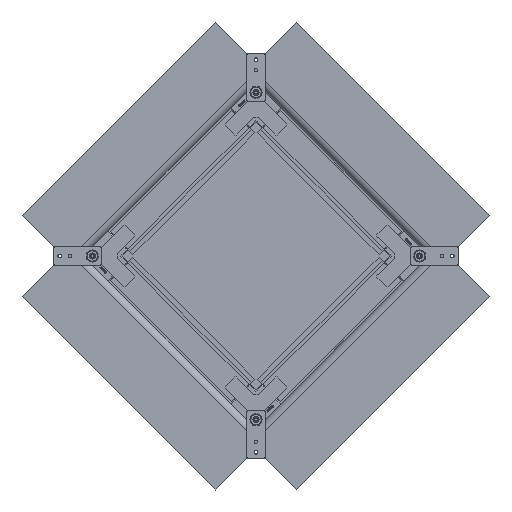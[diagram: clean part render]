
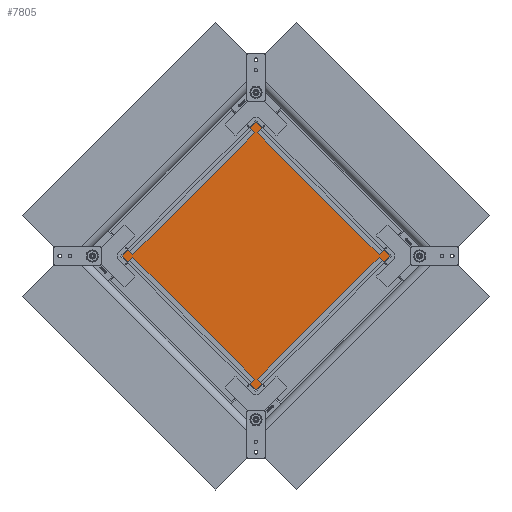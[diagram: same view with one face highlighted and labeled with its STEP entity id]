
A CAD part, front view. The second image highlights one B-rep face of the part: STEP entity #7805.
In plain terms, the highlighted face is planar.
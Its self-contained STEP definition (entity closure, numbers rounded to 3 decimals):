
#7726=DIRECTION('',(0.,-1.,0.));
#7727=VECTOR('',#7726,360.);
#7728=CARTESIAN_POINT('',(-180.,180.,0.));
#7729=LINE('',#7728,#7727);
#7730=DIRECTION('',(1.,0.,0.));
#7731=VECTOR('',#7730,360.);
#7732=CARTESIAN_POINT('',(-180.,-180.,0.));
#7733=LINE('',#7732,#7731);
#7734=DIRECTION('',(0.,1.,0.));
#7735=VECTOR('',#7734,360.);
#7736=CARTESIAN_POINT('',(180.,-180.,0.));
#7737=LINE('',#7736,#7735);
#7738=DIRECTION('',(-1.,0.,0.));
#7739=VECTOR('',#7738,360.);
#7740=CARTESIAN_POINT('',(180.,180.,0.));
#7741=LINE('',#7740,#7739);
#7774=CARTESIAN_POINT('',(-180.,180.,0.));
#7775=CARTESIAN_POINT('',(-180.,-180.,0.));
#7776=VERTEX_POINT('',#7774);
#7777=VERTEX_POINT('',#7775);
#7778=CARTESIAN_POINT('',(180.,-180.,0.));
#7779=VERTEX_POINT('',#7778);
#7780=CARTESIAN_POINT('',(180.,180.,0.));
#7781=VERTEX_POINT('',#7780);
#7790=CARTESIAN_POINT('',(0.,0.,0.));
#7791=DIRECTION('',(0.,0.,1.));
#7792=DIRECTION('',(1.,0.,0.));
#7793=AXIS2_PLACEMENT_3D('',#7790,#7791,#7792);
#7794=PLANE('',#7793);
#7796=ORIENTED_EDGE('',*,*,#7795,.T.);
#7798=ORIENTED_EDGE('',*,*,#7797,.T.);
#7800=ORIENTED_EDGE('',*,*,#7799,.T.);
#7802=ORIENTED_EDGE('',*,*,#7801,.T.);
#7803=EDGE_LOOP('',(#7796,#7798,#7800,#7802));
#7804=FACE_OUTER_BOUND('',#7803,.F.);
#7805=ADVANCED_FACE('',(#7804),#7794,.F.);
#7795=EDGE_CURVE('',#7776,#7777,#7729,.T.);
#7797=EDGE_CURVE('',#7777,#7779,#7733,.T.);
#7799=EDGE_CURVE('',#7779,#7781,#7737,.T.);
#7801=EDGE_CURVE('',#7781,#7776,#7741,.T.);
